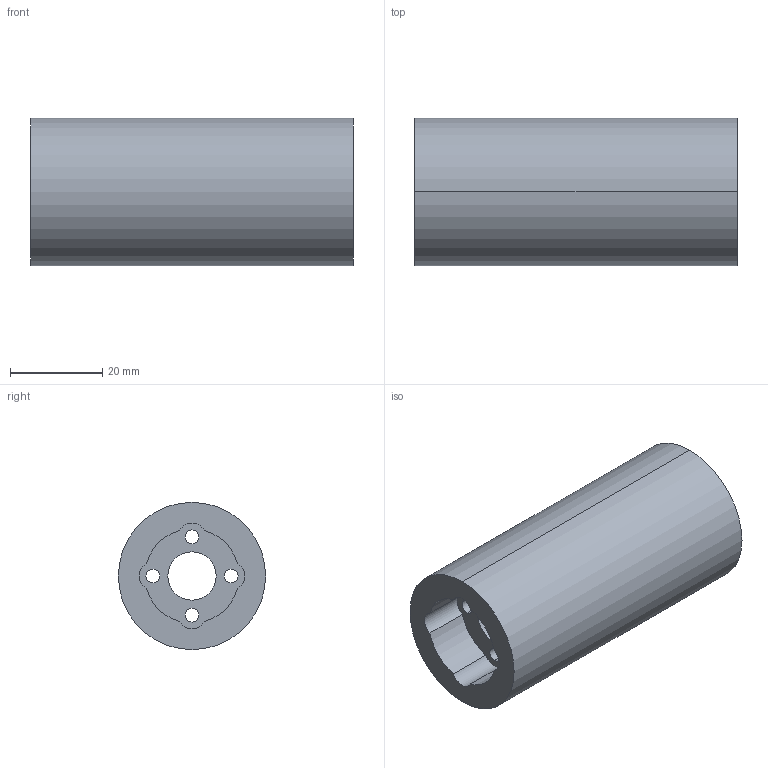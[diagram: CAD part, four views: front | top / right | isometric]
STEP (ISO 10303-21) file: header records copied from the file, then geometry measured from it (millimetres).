
FILE_DESCRIPTION (( 'STEP AP214' ), '1' );
FILE_NAME ('Tilt Motor Holder Latest.STEP', '2025-04-20T08:03:32', ( '' ), ( '' ), 'SwSTEP 2.0', 'SolidWorks 2022', '' );
FILE_SCHEMA (( 'AUTOMOTIVE_DESIGN' ));
Length unit declared in the file: millimetre
Products named in the file (1): Tilt Motor Holder Latest
Bounding box: 70 x 32 x 32 mm (x, y, z)
Volume: 32408.2 mm3; surface area: 13437.8 mm2
Topology: 1 solids, 1 shells, 46 faces, 114 edges, 76 vertices
Faces by surface type: cylinder 38, plane 8
Entity records: 1468 total; most frequent: DIRECTION 284, CARTESIAN_POINT 237, ORIENTED_EDGE 228, AXIS2_PLACEMENT_3D 123, EDGE_CURVE 114, VERTEX_POINT 76, CIRCLE 76, EDGE_LOOP 62
